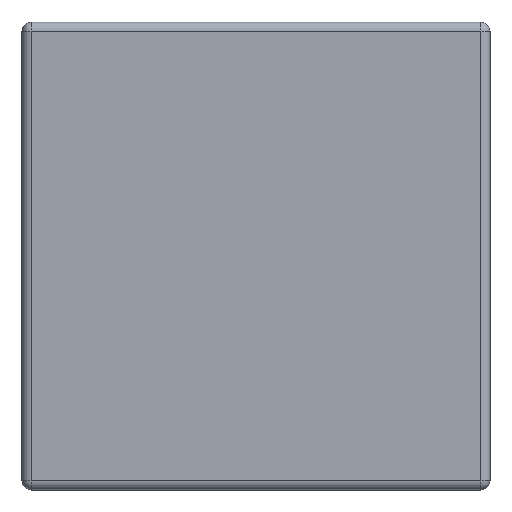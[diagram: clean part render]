
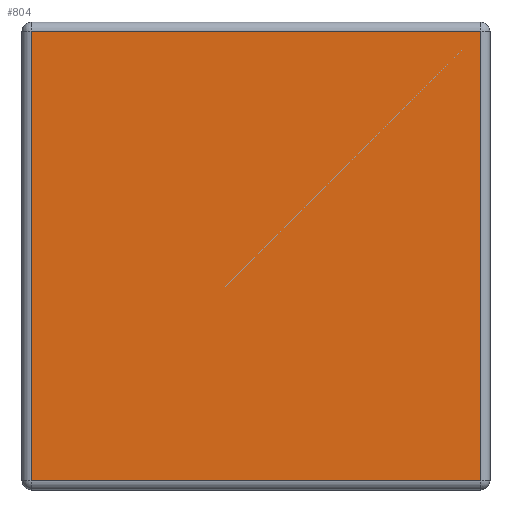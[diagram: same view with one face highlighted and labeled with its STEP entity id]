
A CAD part, left-side view. The second image highlights one B-rep face of the part: STEP entity #804.
In plain terms, the highlighted planar face has unit normal (-1, 0, 0).
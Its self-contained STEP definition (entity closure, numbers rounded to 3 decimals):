
#5 = DIRECTION ( 'NONE',  ( 0., 0., -1. ) ) ;
#8 = CARTESIAN_POINT ( 'NONE',  ( -1.6, 2.45, -1.2 ) ) ;
#179 = AXIS2_PLACEMENT_3D ( 'NONE', #1213, #1233, #1236 ) ;
#233 = LINE ( 'NONE', #678, #1717 ) ;
#294 = ORIENTED_EDGE ( 'NONE', *, *, #321, .T. ) ;
#296 = VECTOR ( 'NONE', #5, 1000. ) ;
#321 = EDGE_CURVE ( 'NONE', #463, #507, #1559, .T. ) ;
#413 = FACE_OUTER_BOUND ( 'NONE', #1119, .T. ) ;
#463 = VERTEX_POINT ( 'NONE', #1714 ) ;
#498 = VERTEX_POINT ( 'NONE', #8 ) ;
#507 = VERTEX_POINT ( 'NONE', #566 ) ;
#562 = EDGE_CURVE ( 'NONE', #1640, #463, #233, .T. ) ;
#566 = CARTESIAN_POINT ( 'NONE',  ( -1.6, 2.45, 1.2 ) ) ;
#596 = EDGE_CURVE ( 'NONE', #498, #1640, #1477, .T. ) ;
#678 = CARTESIAN_POINT ( 'NONE',  ( -1.6, 0.05, 1.25 ) ) ;
#691 = DIRECTION ( 'NONE',  ( 0., 0., 1. ) ) ;
#707 = CARTESIAN_POINT ( 'NONE',  ( -1.6, 2.5, -1.2 ) ) ;
#726 = DIRECTION ( 'NONE',  ( 0., -1., 0. ) ) ;
#799 = ORIENTED_EDGE ( 'NONE', *, *, #562, .T. ) ;
#804 = ADVANCED_FACE ( 'NONE', ( #413 ), #1156, .F. ) ;
#985 = ORIENTED_EDGE ( 'NONE', *, *, #596, .T. ) ;
#994 = EDGE_CURVE ( 'NONE', #507, #498, #1555, .T. ) ;
#1119 = EDGE_LOOP ( 'NONE', ( #1667, #985, #799, #294 ) ) ;
#1156 = PLANE ( 'NONE',  #179 ) ;
#1213 = CARTESIAN_POINT ( 'NONE',  ( -1.6, 2.5, 1.25 ) ) ;
#1233 = DIRECTION ( 'NONE',  ( 1., 0., 0. ) ) ;
#1236 = DIRECTION ( 'NONE',  ( 0., 0., -1. ) ) ;
#1437 = VECTOR ( 'NONE', #726, 1000. ) ;
#1477 = LINE ( 'NONE', #707, #1437 ) ;
#1484 = DIRECTION ( 'NONE',  ( 0., 1., 0. ) ) ;
#1504 = CARTESIAN_POINT ( 'NONE',  ( -1.6, 2.5, 1.2 ) ) ;
#1549 = CARTESIAN_POINT ( 'NONE',  ( -1.6, 0.05, -1.2 ) ) ;
#1555 = LINE ( 'NONE', #1713, #296 ) ;
#1559 = LINE ( 'NONE', #1504, #1685 ) ;
#1640 = VERTEX_POINT ( 'NONE', #1549 ) ;
#1667 = ORIENTED_EDGE ( 'NONE', *, *, #994, .T. ) ;
#1685 = VECTOR ( 'NONE', #1484, 1000. ) ;
#1713 = CARTESIAN_POINT ( 'NONE',  ( -1.6, 2.45, 1.25 ) ) ;
#1714 = CARTESIAN_POINT ( 'NONE',  ( -1.6, 0.05, 1.2 ) ) ;
#1717 = VECTOR ( 'NONE', #691, 1000. ) ;
